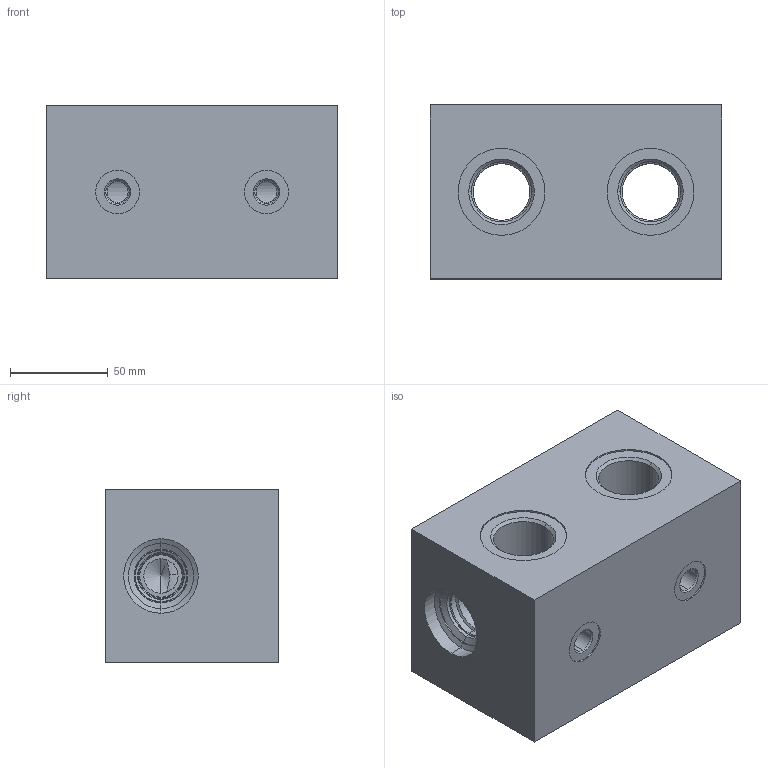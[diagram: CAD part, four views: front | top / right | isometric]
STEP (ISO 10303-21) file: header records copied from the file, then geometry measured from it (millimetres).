
FILE_DESCRIPTION((''),'2;1');
FILE_NAME('YCX_ASM','2020-02-19T',('ProEService'),(''),'PRO/ENGINEER BY PARAMETRIC TECHNOLOGY CORPORATION, 2014200','PRO/ENGINEER BY PARAMETRIC TECHNOLOGY CORPORATION, 2014200','');
FILE_SCHEMA(('CONFIG_CONTROL_DESIGN'));
Length unit declared in the file: inch
Products named in the file (2): 150-696-006; YCX_ASM
Assembly tree (1 placements, depth 2):
  YCX_ASM
    150-696-006
Bounding box: 149.22 x 88.9 x 88.9 mm (x, y, z)
Volume: 956605.3 mm3; surface area: 96109.8 mm2
Topology: 1 solids, 1 shells, 144 faces, 561 edges, 515 vertices
Faces by surface type: cylinder 64, cone 60, plane 16, torus 4
Entity records: 6244 total; most frequent: CARTESIAN_POINT 1660, DIRECTION 1000, ORIENTED_EDGE 680, VECTOR 358, LINE 358, EDGE_CURVE 340, AXIS2_PLACEMENT_3D 321, TRIMMED_CURVE 213
